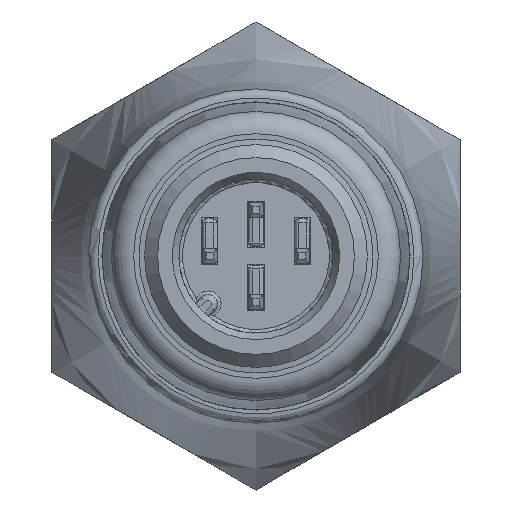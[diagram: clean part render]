
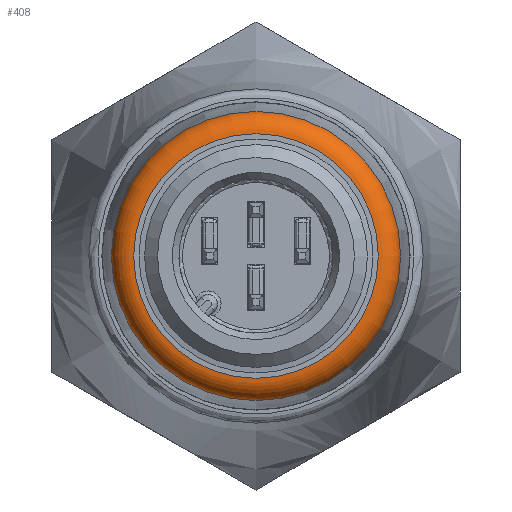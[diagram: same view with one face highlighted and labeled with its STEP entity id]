
A CAD part, front view. The second image highlights one B-rep face of the part: STEP entity #408.
In plain terms, the highlighted toroidal (fillet/blend) face has major radius 6.587 mm and minor radius 1.2 mm.
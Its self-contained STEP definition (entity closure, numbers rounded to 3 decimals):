
#408 = ADVANCED_FACE( '', ( #909, #910 ), #911, .T. );
#909 = FACE_OUTER_BOUND( '', #1529, .T. );
#910 = FACE_OUTER_BOUND( '', #1530, .T. );
#911 = TOROIDAL_SURFACE( '', #1531, 6.587, 1.2 );
#1529 = EDGE_LOOP( '', ( #2689 ) );
#1530 = EDGE_LOOP( '', ( #2690 ) );
#1531 = AXIS2_PLACEMENT_3D( '', #2691, #2692, #2693 );
#2689 = ORIENTED_EDGE( '', *, *, #3500, .F. );
#2690 = ORIENTED_EDGE( '', *, *, #3764, .F. );
#2691 = CARTESIAN_POINT( '', ( 0., -85.25, 0. ) );
#2692 = DIRECTION( '', ( 0., 1., 0. ) );
#2693 = DIRECTION( '', ( 1., 0., 0. ) );
#3500 = EDGE_CURVE( '', #4216, #4216, #4217, .T. );
#3764 = EDGE_CURVE( '', #4603, #4603, #4604, .F. );
#4216 = VERTEX_POINT( '', #5416 );
#4217 = CIRCLE( '', #5417, 7.783 );
#4603 = VERTEX_POINT( '', #6024 );
#4604 = CIRCLE( '', #6025, 6.587 );
#5416 = CARTESIAN_POINT( '', ( 0., -85.34, 7.783 ) );
#5417 = AXIS2_PLACEMENT_3D( '', #6477, #6478, #6479 );
#6024 = CARTESIAN_POINT( '', ( 6.587, -86.45, 0. ) );
#6025 = AXIS2_PLACEMENT_3D( '', #6779, #6780, #6781 );
#6477 = CARTESIAN_POINT( '', ( 0., -85.34, 0. ) );
#6478 = DIRECTION( '', ( 0., 1., 0. ) );
#6479 = DIRECTION( '', ( 0., 0., 1. ) );
#6779 = CARTESIAN_POINT( '', ( 0., -86.45, 0. ) );
#6780 = DIRECTION( '', ( 0., 1., 0. ) );
#6781 = DIRECTION( '', ( 1., 0., 0. ) );
